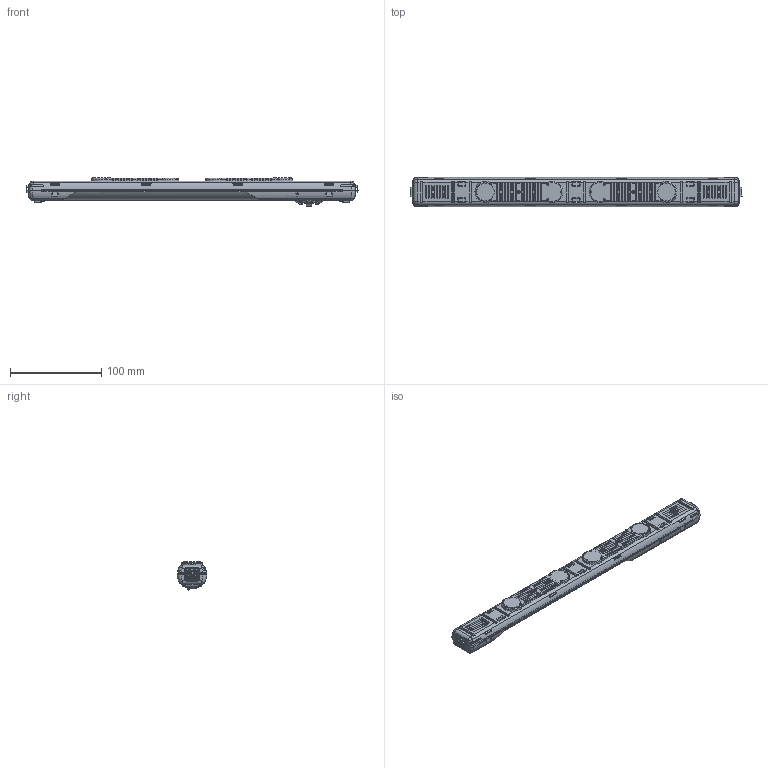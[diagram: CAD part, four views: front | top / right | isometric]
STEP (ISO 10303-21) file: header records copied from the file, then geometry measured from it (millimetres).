
FILE_DESCRIPTION((''),'2;1');
FILE_NAME('LL7000_PUSHWIRE_ASM_1_ASM','2024-11-29T09:17:00',('alexcam'),(''),'CREO PARAMETRIC BY PTC INC, 2023294','CREO PARAMETRIC BY PTC INC, 2023294','');
FILE_SCHEMA(('AUTOMOTIVE_DESIGN { 1 0 10303 214 1 1 1 1 }'));
Length unit declared in the file: millimetre
Products named in the file (17): LL7000_HOUSING_1_1_2_3; LL7000_BASE_1_1_2_3; LL7000_NEODYMIUM_MAGNET_1_1_2_3; LL7000_ROCKER_MOUNT_1_1; LL7000_PCB_1_1_2_3; ROCKER_SW_SMALL_1_1; KEYSTONE_ELECTRONICS_CORP_354_1; METWAY_690T_1_1_2_1; METWAY_690T_1_1_2_2; METWAY_690T_1_1_2_3; METWAY_690T_1_1_2_4; METWAY_690T_1_1_2_ASM; LL7000_PCB_METWAY_ASM_1_1_ASM; LL7000_CONNECTOR_BLANK_1_1; CONNECTOR_BLANK_ASM_1_1_ASM; FRICTION-PAD; LL7000_PUSHWIRE_ASM_1_ASM
Assembly tree (23 placements, depth 4):
  LL7000_PUSHWIRE_ASM_1_ASM
    LL7000_HOUSING_1_1_2_3
    LL7000_BASE_1_1_2_3
    LL7000_NEODYMIUM_MAGNET_1_1_2_3  x4
    LL7000_ROCKER_MOUNT_1_1
    LL7000_PCB_METWAY_ASM_1_1_ASM
      LL7000_PCB_1_1_2_3
      ROCKER_SW_SMALL_1_1
      KEYSTONE_ELECTRONICS_CORP_354_1  x2
      METWAY_690T_1_1_2_ASM  x2
        METWAY_690T_1_1_2_1
        METWAY_690T_1_1_2_2
        METWAY_690T_1_1_2_3
        METWAY_690T_1_1_2_4
    CONNECTOR_BLANK_ASM_1_1_ASM
      LL7000_CONNECTOR_BLANK_1_1
    LL7000_CONNECTOR_BLANK_1_1
    FRICTION-PAD  x2
Bounding box: 363.09 x 32 x 30.66 mm (x, y, z)
Volume: 81274.2 mm3; surface area: 105284.2 mm2
Topology: 23 solids, 23 shells, 4405 faces, 13085 edges, 8610 vertices
Faces by surface type: plane 2272, cylinder 1035, bspline 494, cone 423, torus 113, sphere 60, extrusion 8
Entity records: 199306 total; most frequent: CARTESIAN_POINT 59349, ORIENTED_EDGE 23760, DIRECTION 17768, PRESENTATION_STYLE_ASSIGNMENT 12104, STYLED_ITEM 12032, CURVE_STYLE 12020, EDGE_CURVE 11880, VERTEX_POINT 7678
